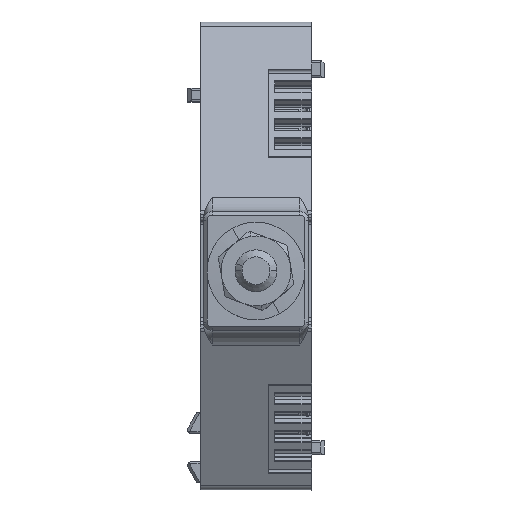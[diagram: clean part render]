
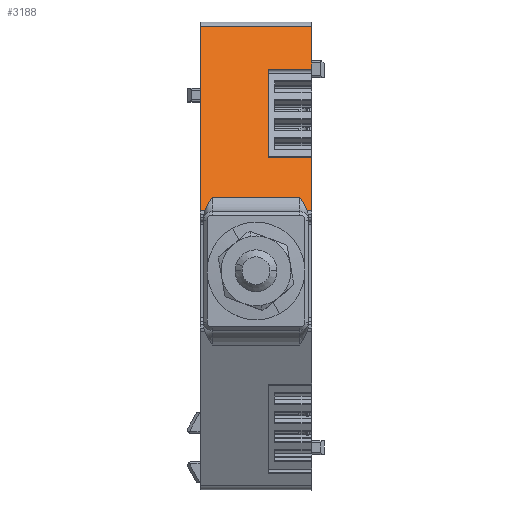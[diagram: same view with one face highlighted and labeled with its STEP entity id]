
A CAD part, top view. The second image highlights one B-rep face of the part: STEP entity #3188.
In plain terms, the highlighted planar face has unit normal (0, 0.478, 0.878).
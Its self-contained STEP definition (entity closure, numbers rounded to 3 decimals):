
#3108=AXIS2_PLACEMENT_3D('Plane Axis2P3D',#3105,#3106,#3107) ;
#202=CARTESIAN_POINT('Vertex',(17.8,39.932,24.478)) ;
#707=CARTESIAN_POINT('Vertex',(17.8,66.373,10.098)) ;
#710=CARTESIAN_POINT('Line Origine',(17.8,63.311,11.763)) ;
#714=CARTESIAN_POINT('Vertex',(17.8,60.25,13.428)) ;
#847=CARTESIAN_POINT('Vertex',(17.8,47.599,20.308)) ;
#850=CARTESIAN_POINT('Line Origine',(17.8,43.765,22.393)) ;
#1147=CARTESIAN_POINT('Line Origine',(9.8,39.932,24.478)) ;
#1151=CARTESIAN_POINT('Vertex',(17.127,39.932,24.478)) ;
#3090=CARTESIAN_POINT('Vertex',(1.8,66.373,10.098)) ;
#3093=CARTESIAN_POINT('Line Origine',(9.8,66.373,10.098)) ;
#3105=CARTESIAN_POINT('Axis2P3D Location',(9.8,39.8,24.55)) ;
#3110=CARTESIAN_POINT('Line Origine',(2.137,39.932,24.478)) ;
#3114=CARTESIAN_POINT('Vertex',(1.8,39.932,24.478)) ;
#3116=CARTESIAN_POINT('Vertex',(2.473,39.932,24.478)) ;
#3120=CARTESIAN_POINT('Control Point',(2.473,39.932,24.478)) ;
#3121=CARTESIAN_POINT('Control Point',(2.587,40.271,24.294)) ;
#3122=CARTESIAN_POINT('Control Point',(2.737,40.597,24.116)) ;
#3123=CARTESIAN_POINT('Control Point',(2.906,40.912,23.945)) ;
#3124=CARTESIAN_POINT('Control Point',(3.13,41.292,23.739)) ;
#3125=CARTESIAN_POINT('Control Point',(3.362,41.667,23.535)) ;
#3126=CARTESIAN_POINT('Control Point',(3.408,41.741,23.494)) ;
#3127=CARTESIAN_POINT('Control Point',(3.454,41.815,23.454)) ;
#3128=CARTESIAN_POINT('Control Point',(3.5,41.889,23.414)) ;
#3129=CARTESIAN_POINT('Vertex',(3.5,41.889,23.414)) ;
#3132=CARTESIAN_POINT('Line Origine',(9.8,41.889,23.414)) ;
#3136=CARTESIAN_POINT('Vertex',(16.1,41.889,23.414)) ;
#3140=CARTESIAN_POINT('Control Point',(17.127,39.932,24.478)) ;
#3141=CARTESIAN_POINT('Control Point',(17.013,40.271,24.294)) ;
#3142=CARTESIAN_POINT('Control Point',(16.863,40.597,24.116)) ;
#3143=CARTESIAN_POINT('Control Point',(16.694,40.912,23.945)) ;
#3144=CARTESIAN_POINT('Control Point',(16.47,41.292,23.739)) ;
#3145=CARTESIAN_POINT('Control Point',(16.238,41.667,23.535)) ;
#3146=CARTESIAN_POINT('Control Point',(16.192,41.741,23.494)) ;
#3147=CARTESIAN_POINT('Control Point',(16.146,41.815,23.454)) ;
#3148=CARTESIAN_POINT('Control Point',(16.1,41.889,23.414)) ;
#3150=CARTESIAN_POINT('Line Origine',(14.7,47.599,20.308)) ;
#3154=CARTESIAN_POINT('Vertex',(11.6,47.599,20.308)) ;
#3157=CARTESIAN_POINT('Line Origine',(11.6,53.925,16.868)) ;
#3161=CARTESIAN_POINT('Vertex',(11.6,60.25,13.428)) ;
#3164=CARTESIAN_POINT('Line Origine',(14.7,60.25,13.428)) ;
#3169=CARTESIAN_POINT('Line Origine',(1.8,53.152,17.288)) ;
#711=DIRECTION('Vector Direction',(0.,-0.878,0.478)) ;
#851=DIRECTION('Vector Direction',(0.,-0.878,0.478)) ;
#1148=DIRECTION('Vector Direction',(1.,0.,0.)) ;
#3094=DIRECTION('Vector Direction',(1.,0.,0.)) ;
#3106=DIRECTION('Axis2P3D Direction',(0.,-0.478,-0.878)) ;
#3107=DIRECTION('Axis2P3D XDirection',(0.,0.878,-0.478)) ;
#3111=DIRECTION('Vector Direction',(1.,0.,0.)) ;
#3133=DIRECTION('Vector Direction',(1.,0.,0.)) ;
#3151=DIRECTION('Vector Direction',(-1.,0.,0.)) ;
#3158=DIRECTION('Vector Direction',(0.,0.878,-0.478)) ;
#3165=DIRECTION('Vector Direction',(-1.,0.,0.)) ;
#3170=DIRECTION('Vector Direction',(0.,-0.878,0.478)) ;
#712=VECTOR('Line Direction',#711,1.) ;
#852=VECTOR('Line Direction',#851,1.) ;
#1149=VECTOR('Line Direction',#1148,1.) ;
#3095=VECTOR('Line Direction',#3094,1.) ;
#3112=VECTOR('Line Direction',#3111,1.) ;
#3134=VECTOR('Line Direction',#3133,1.) ;
#3152=VECTOR('Line Direction',#3151,1.) ;
#3159=VECTOR('Line Direction',#3158,1.) ;
#3166=VECTOR('Line Direction',#3165,1.) ;
#3171=VECTOR('Line Direction',#3170,1.) ;
#3175=ORIENTED_EDGE('',*,*,#3118,.T.) ;
#3176=ORIENTED_EDGE('',*,*,#3131,.F.) ;
#3177=ORIENTED_EDGE('',*,*,#3138,.F.) ;
#3178=ORIENTED_EDGE('',*,*,#3149,.F.) ;
#3179=ORIENTED_EDGE('',*,*,#1153,.T.) ;
#3180=ORIENTED_EDGE('',*,*,#854,.T.) ;
#3181=ORIENTED_EDGE('',*,*,#3156,.T.) ;
#3182=ORIENTED_EDGE('',*,*,#3163,.T.) ;
#3183=ORIENTED_EDGE('',*,*,#3168,.F.) ;
#3184=ORIENTED_EDGE('',*,*,#716,.T.) ;
#3185=ORIENTED_EDGE('',*,*,#3097,.F.) ;
#3186=ORIENTED_EDGE('',*,*,#3173,.F.) ;
#3188=ADVANCED_FACE('V1',(#3187),#3109,.F.) ;
#3119=B_SPLINE_CURVE_WITH_KNOTS('',5,(#3120,#3121,#3122,#3123,#3124,#3125,#3126,#3127,#3128),.UNSPECIFIED.,.F.,.U.,(6,3,6),(0.,2.788,3.475),.UNSPECIFIED.) ;
#3139=B_SPLINE_CURVE_WITH_KNOTS('',5,(#3140,#3141,#3142,#3143,#3144,#3145,#3146,#3147,#3148),.UNSPECIFIED.,.F.,.U.,(6,3,6),(0.,2.788,3.475),.UNSPECIFIED.) ;
#716=EDGE_CURVE('',#715,#708,#713,.F.) ;
#854=EDGE_CURVE('',#203,#848,#853,.F.) ;
#1153=EDGE_CURVE('',#1152,#203,#1150,.T.) ;
#3097=EDGE_CURVE('',#3091,#708,#3096,.T.) ;
#3118=EDGE_CURVE('',#3115,#3117,#3113,.T.) ;
#3131=EDGE_CURVE('',#3130,#3117,#3119,.F.) ;
#3138=EDGE_CURVE('',#3137,#3130,#3135,.F.) ;
#3149=EDGE_CURVE('',#1152,#3137,#3139,.T.) ;
#3156=EDGE_CURVE('',#848,#3155,#3153,.T.) ;
#3163=EDGE_CURVE('',#3155,#3162,#3160,.T.) ;
#3168=EDGE_CURVE('',#715,#3162,#3167,.T.) ;
#3173=EDGE_CURVE('',#3115,#3091,#3172,.F.) ;
#3174=EDGE_LOOP('',(#3175,#3176,#3177,#3178,#3179,#3180,#3181,#3182,#3183,#3184,#3185,#3186)) ;
#3187=FACE_OUTER_BOUND('',#3174,.T.) ;
#713=LINE('Line',#710,#712) ;
#853=LINE('Line',#850,#852) ;
#1150=LINE('Line',#1147,#1149) ;
#3096=LINE('Line',#3093,#3095) ;
#3113=LINE('Line',#3110,#3112) ;
#3135=LINE('Line',#3132,#3134) ;
#3153=LINE('Line',#3150,#3152) ;
#3160=LINE('Line',#3157,#3159) ;
#3167=LINE('Line',#3164,#3166) ;
#3172=LINE('Line',#3169,#3171) ;
#3109=PLANE('',#3108) ;
#203=VERTEX_POINT('',#202) ;
#708=VERTEX_POINT('',#707) ;
#715=VERTEX_POINT('',#714) ;
#848=VERTEX_POINT('',#847) ;
#1152=VERTEX_POINT('',#1151) ;
#3091=VERTEX_POINT('',#3090) ;
#3115=VERTEX_POINT('',#3114) ;
#3117=VERTEX_POINT('',#3116) ;
#3130=VERTEX_POINT('',#3129) ;
#3137=VERTEX_POINT('',#3136) ;
#3155=VERTEX_POINT('',#3154) ;
#3162=VERTEX_POINT('',#3161) ;
